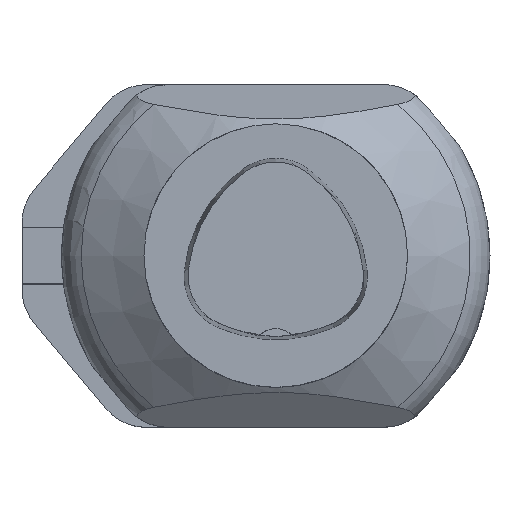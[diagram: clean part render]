
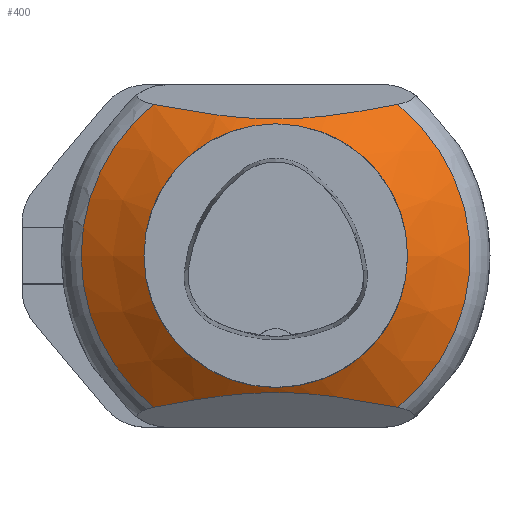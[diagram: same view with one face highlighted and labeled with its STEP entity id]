
A CAD part, top view. The second image highlights one B-rep face of the part: STEP entity #400.
In plain terms, the highlighted conical face has half-angle 55 degrees and reference radius 39.992 mm.
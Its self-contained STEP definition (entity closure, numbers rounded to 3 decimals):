
#109=CONICAL_SURFACE('',#2398,39.993,55.);
#137=FACE_BOUND('',#721,.T.);
#138=FACE_BOUND('',#722,.T.);
#248=CIRCLE('',#2395,40.);
#249=CIRCLE('',#2396,59.03);
#250=CIRCLE('',#2397,59.03);
#356=B_SPLINE_CURVE_WITH_KNOTS('',3,(#3516,#3517,#3518,#3519,#3520,#3521,
#3522,#3523,#3524,#3525),.UNSPECIFIED.,.F.,.F.,(4,2,2,2,4),(0.,0.25,0.5,
0.75,1.),.UNSPECIFIED.);
#360=B_SPLINE_CURVE_WITH_KNOTS('',3,(#3548,#3549,#3550,#3551,#3552,#3553,
#3554,#3555,#3556,#3557),.UNSPECIFIED.,.F.,.F.,(4,2,2,2,4),(0.,0.25,0.5,
0.75,1.),.UNSPECIFIED.);
#400=ADVANCED_FACE('',(#137,#138),#109,.T.);
#721=EDGE_LOOP('',(#982));
#722=EDGE_LOOP('',(#983,#984,#985,#986));
#982=ORIENTED_EDGE('',*,*,#1736,.T.);
#983=ORIENTED_EDGE('',*,*,#1731,.F.);
#984=ORIENTED_EDGE('',*,*,#1737,.T.);
#985=ORIENTED_EDGE('',*,*,#1735,.F.);
#986=ORIENTED_EDGE('',*,*,#1738,.T.);
#1510=VERTEX_POINT('',#3515);
#1511=VERTEX_POINT('',#3526);
#1512=VERTEX_POINT('',#3540);
#1513=VERTEX_POINT('',#3547);
#1514=VERTEX_POINT('',#3560);
#1731=EDGE_CURVE('',#1510,#1511,#356,.T.);
#1735=EDGE_CURVE('',#1513,#1512,#360,.T.);
#1736=EDGE_CURVE('',#1514,#1514,#248,.T.);
#1737=EDGE_CURVE('',#1510,#1512,#249,.T.);
#1738=EDGE_CURVE('',#1513,#1511,#250,.T.);
#2395=AXIS2_PLACEMENT_3D('',#3559,#2748,#2749);
#2396=AXIS2_PLACEMENT_3D('',#3561,#2750,#2751);
#2397=AXIS2_PLACEMENT_3D('',#3562,#2752,#2753);
#2398=AXIS2_PLACEMENT_3D('',#3563,#2754,#2755);
#2748=DIRECTION('',(0.,0.,-1.));
#2749=DIRECTION('',(-1.,0.,0.));
#2750=DIRECTION('',(0.,0.,1.));
#2751=DIRECTION('',(-1.,0.,0.));
#2752=DIRECTION('',(0.,0.,1.));
#2753=DIRECTION('',(-1.,0.,0.));
#2754=DIRECTION('',(0.,0.,-1.));
#2755=DIRECTION('',(-1.,0.,0.));
#3515=CARTESIAN_POINT('',(37.032,-45.969,-43.43));
#3516=CARTESIAN_POINT('',(37.032,-45.969,-43.43));
#3517=CARTESIAN_POINT('',(31.325,-44.831,-40.302));
#3518=CARTESIAN_POINT('',(25.507,-43.765,-37.373));
#3519=CARTESIAN_POINT('',(13.182,-42.083,-32.754));
#3520=CARTESIAN_POINT('',(6.719,-41.504,-31.163));
#3521=CARTESIAN_POINT('',(-6.642,-41.5,-31.151));
#3522=CARTESIAN_POINT('',(-13.117,-42.076,-32.734));
#3523=CARTESIAN_POINT('',(-25.483,-43.76,-37.361));
#3524=CARTESIAN_POINT('',(-31.314,-44.828,-40.296));
#3525=CARTESIAN_POINT('',(-37.032,-45.969,-43.43));
#3526=CARTESIAN_POINT('',(-37.032,-45.969,-43.43));
#3540=CARTESIAN_POINT('',(37.032,45.969,-43.43));
#3547=CARTESIAN_POINT('',(-37.032,45.969,-43.43));
#3548=CARTESIAN_POINT('',(-37.032,45.969,-43.43));
#3549=CARTESIAN_POINT('',(-31.325,44.831,-40.302));
#3550=CARTESIAN_POINT('',(-25.507,43.765,-37.373));
#3551=CARTESIAN_POINT('',(-13.182,42.083,-32.754));
#3552=CARTESIAN_POINT('',(-6.719,41.504,-31.163));
#3553=CARTESIAN_POINT('',(6.642,41.5,-31.151));
#3554=CARTESIAN_POINT('',(13.117,42.076,-32.734));
#3555=CARTESIAN_POINT('',(25.483,43.76,-37.361));
#3556=CARTESIAN_POINT('',(31.314,44.828,-40.296));
#3557=CARTESIAN_POINT('',(37.032,45.969,-43.43));
#3559=CARTESIAN_POINT('',(0.,0.,-30.105));
#3560=CARTESIAN_POINT('',(-40.,0.,-30.105));
#3561=CARTESIAN_POINT('',(0.,0.,-43.43));
#3562=CARTESIAN_POINT('',(0.,0.,-43.43));
#3563=CARTESIAN_POINT('',(0.,0.,-30.1));
